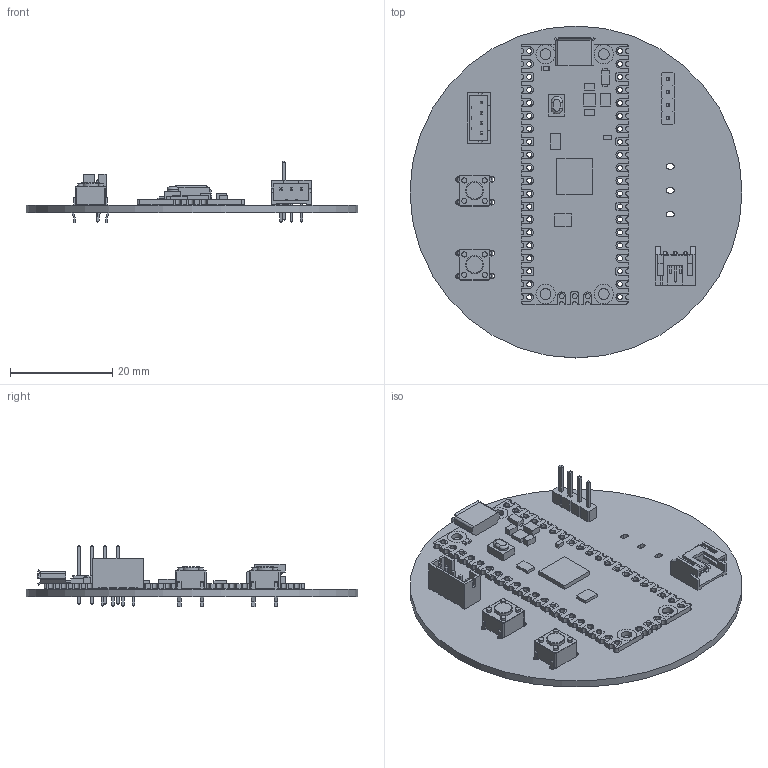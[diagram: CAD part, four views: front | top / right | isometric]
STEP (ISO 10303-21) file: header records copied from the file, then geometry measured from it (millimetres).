
FILE_DESCRIPTION(('KiCad electronic assembly'),'2;1');
FILE_NAME('turn-taker.step','2025-12-28T20:23:41',('Pcbnew'),('Kicad'), 'Open CASCADE STEP processor 7.9','KiCad to STEP converter','Unknown' );
FILE_SCHEMA(('AUTOMOTIVE_DESIGN { 1 0 10303 214 1 1 1 1 }'));
Length unit declared in the file: millimetre
Products named in the file (8): turn-taker 1; RaspberryPi_Pico; RaspberryPi_Pico_Module_KiCad; PinHeader_1x04_P2.54mm_Vertical; SW_PUSH_6mm; JST_PH_B4B-PH-K_1x04_P2.00mm_Vertical; JST_PH_S3B-PH-K_1x03_P2.00mm_Horizontal; turn-taker_PCB
Assembly tree (8 placements, depth 3):
  turn-taker 1
    RaspberryPi_Pico
      RaspberryPi_Pico_Module_KiCad
    PinHeader_1x04_P2.54mm_Vertical
    SW_PUSH_6mm  x2
    JST_PH_B4B-PH-K_1x04_P2.00mm_Vertical
    JST_PH_S3B-PH-K_1x03_P2.00mm_Horizontal
    turn-taker_PCB
Bounding box: 65.07 x 65.07 x 12.04 mm (x, y, z)
Volume: 6680.4 mm3; surface area: 11190.5 mm2
Topology: 7 solids, 7 shells, 1152 faces, 3235 edges, 2154 vertices
Faces by surface type: plane 864, cylinder 284, torus 4
Full cylindrical faces by diameter (mm): 0.75 x7, 1 x95, 1.1 x8, 1.85 x2, 2.1 x4, 2.2 x2, 3.5 x2, 65.067 x1
Entity records: 41221 total; most frequent: CARTESIAN_POINT 5989, ORIENTED_EDGE 5916, DIRECTION 5700, EDGE_CURVE 2958, LINE 2328, VECTOR 2328, VERTEX_POINT 1975, AXIS2_PLACEMENT_3D 1686
